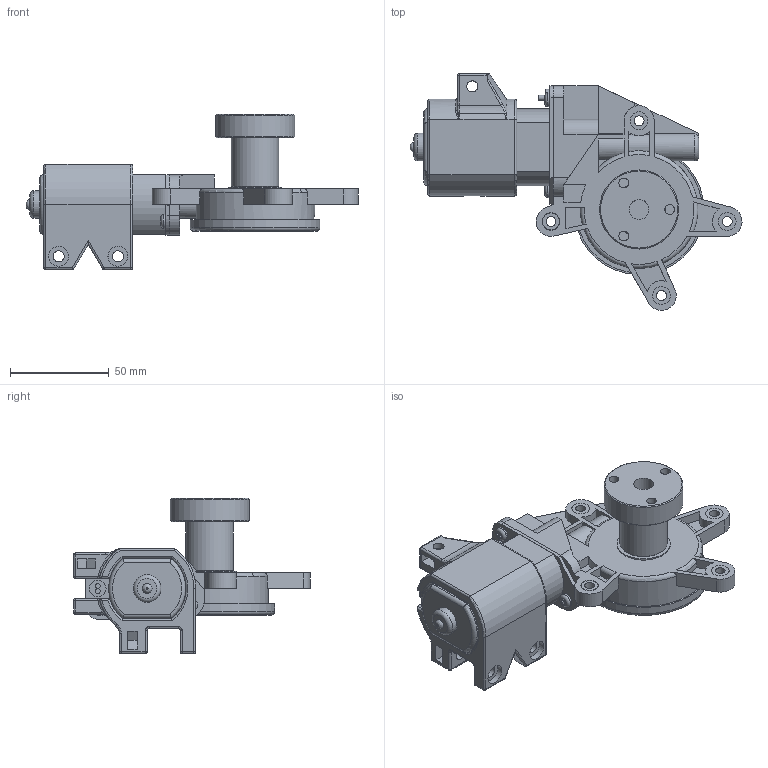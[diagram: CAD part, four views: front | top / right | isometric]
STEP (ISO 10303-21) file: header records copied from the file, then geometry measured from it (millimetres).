
FILE_DESCRIPTION(/* description */ (''),/* implementation_level */ '2;1');
FILE_NAME(/* name */ 'Power Window Motor v5.step',/* time_stamp */ '2019-10-10T08:37:18+08:00',/* author */ (''),/* organization */ (''),/* preprocessor_version */ 'ST-DEVELOPER v18',/* originating_system */ 'Autodesk Translation Framework v8.6.0.1094',/* authorisation */ '');
FILE_SCHEMA (('AUTOMOTIVE_DESIGN { 1 0 10303 214 3 1 1 }'));
Length unit declared in the file: millimetre
Products named in the file (1): Power Window Motor
Bounding box: 168.04 x 119.85 x 78.75 mm (x, y, z)
Volume: 240947.8 mm3; surface area: 72368.6 mm2
Topology: 16 solids, 16 shells, 522 faces, 1301 edges, 843 vertices
Faces by surface type: plane 238, cylinder 166, torus 64, bspline 23, sphere 23, cone 8
Full cylindrical faces by diameter (mm): 2.5 x4, 3.4 x6, 3.8 x1, 5 x7, 5.6 x9, 7 x4, 8.5 x1, 8.603 x1, 9 x6, 9.016 x1, 10 x4, 14 x2, 15 x1, 20.95 x1, 21 x1, 24 x1, 27 x1, 40 x1, 59.5 x1, 64 x1, 65.7 x1
Entity records: 17036 total; most frequent: CARTESIAN_POINT 4107, DIRECTION 2769, ORIENTED_EDGE 2594, EDGE_CURVE 1297, AXIS2_PLACEMENT_3D 1082, VERTEX_POINT 843, LINE 605, VECTOR 605
